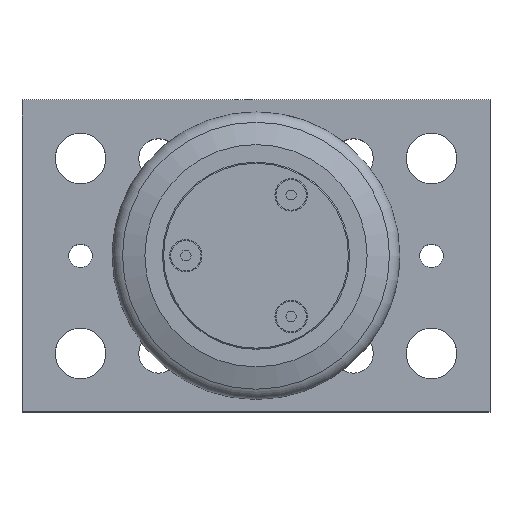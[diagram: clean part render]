
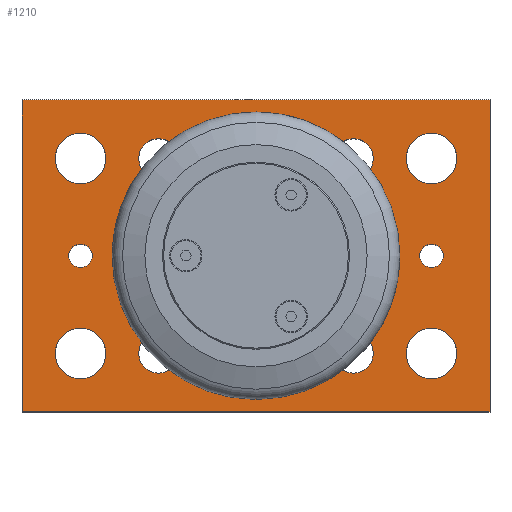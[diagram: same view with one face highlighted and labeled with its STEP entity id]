
A CAD part, top view. The second image highlights one B-rep face of the part: STEP entity #1210.
In plain terms, the highlighted planar face has unit normal (0, 0, 1).
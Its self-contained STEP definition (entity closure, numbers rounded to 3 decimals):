
#36=FACE_BOUND('',#285,.T.);
#37=FACE_BOUND('',#286,.T.);
#38=FACE_BOUND('',#287,.T.);
#39=FACE_BOUND('',#288,.T.);
#40=FACE_BOUND('',#289,.T.);
#41=FACE_BOUND('',#290,.T.);
#42=FACE_BOUND('',#291,.T.);
#43=FACE_BOUND('',#292,.T.);
#44=FACE_BOUND('',#293,.T.);
#45=FACE_BOUND('',#294,.T.);
#46=FACE_BOUND('',#295,.T.);
#100=CIRCLE('',#1337,23.5);
#105=CIRCLE('',#1345,3.);
#106=CIRCLE('',#1346,3.);
#107=CIRCLE('',#1347,6.5);
#108=CIRCLE('',#1348,6.5);
#109=CIRCLE('',#1349,6.5);
#110=CIRCLE('',#1350,6.5);
#111=CIRCLE('',#1351,5.053);
#112=CIRCLE('',#1352,5.053);
#113=CIRCLE('',#1353,5.053);
#114=CIRCLE('',#1354,5.053);
#115=CIRCLE('',#1355,5.053);
#116=CIRCLE('',#1356,5.053);
#117=CIRCLE('',#1357,5.053);
#118=CIRCLE('',#1358,5.053);
#203=FACE_OUTER_BOUND('',#284,.T.);
#284=EDGE_LOOP('',(#1016,#1017,#1018,#1019));
#285=EDGE_LOOP('',(#1020));
#286=EDGE_LOOP('',(#1021));
#287=EDGE_LOOP('',(#1022));
#288=EDGE_LOOP('',(#1023));
#289=EDGE_LOOP('',(#1024));
#290=EDGE_LOOP('',(#1025));
#291=EDGE_LOOP('',(#1026,#1027));
#292=EDGE_LOOP('',(#1028,#1029));
#293=EDGE_LOOP('',(#1030,#1031));
#294=EDGE_LOOP('',(#1032,#1033));
#295=EDGE_LOOP('',(#1034));
#392=LINE('',#2040,#484);
#393=LINE('',#2042,#485);
#394=LINE('',#2044,#486);
#395=LINE('',#2045,#487);
#484=VECTOR('',#1653,10.);
#485=VECTOR('',#1654,10.);
#486=VECTOR('',#1655,10.);
#487=VECTOR('',#1656,10.);
#583=VERTEX_POINT('',#2023);
#588=VERTEX_POINT('',#2038);
#589=VERTEX_POINT('',#2039);
#590=VERTEX_POINT('',#2041);
#591=VERTEX_POINT('',#2043);
#592=VERTEX_POINT('',#2046);
#593=VERTEX_POINT('',#2048);
#594=VERTEX_POINT('',#2050);
#595=VERTEX_POINT('',#2052);
#596=VERTEX_POINT('',#2054);
#597=VERTEX_POINT('',#2056);
#598=VERTEX_POINT('',#2058);
#599=VERTEX_POINT('',#2059);
#600=VERTEX_POINT('',#2062);
#601=VERTEX_POINT('',#2063);
#602=VERTEX_POINT('',#2066);
#603=VERTEX_POINT('',#2067);
#604=VERTEX_POINT('',#2070);
#605=VERTEX_POINT('',#2071);
#732=EDGE_CURVE('',#583,#583,#100,.T.);
#738=EDGE_CURVE('',#588,#589,#392,.T.);
#739=EDGE_CURVE('',#590,#588,#393,.T.);
#740=EDGE_CURVE('',#591,#590,#394,.T.);
#741=EDGE_CURVE('',#589,#591,#395,.T.);
#742=EDGE_CURVE('',#592,#592,#105,.T.);
#743=EDGE_CURVE('',#593,#593,#106,.T.);
#744=EDGE_CURVE('',#594,#594,#107,.T.);
#745=EDGE_CURVE('',#595,#595,#108,.T.);
#746=EDGE_CURVE('',#596,#596,#109,.T.);
#747=EDGE_CURVE('',#597,#597,#110,.T.);
#748=EDGE_CURVE('',#598,#599,#111,.T.);
#749=EDGE_CURVE('',#599,#598,#112,.T.);
#750=EDGE_CURVE('',#600,#601,#113,.T.);
#751=EDGE_CURVE('',#601,#600,#114,.T.);
#752=EDGE_CURVE('',#602,#603,#115,.T.);
#753=EDGE_CURVE('',#603,#602,#116,.T.);
#754=EDGE_CURVE('',#604,#605,#117,.T.);
#755=EDGE_CURVE('',#605,#604,#118,.T.);
#1016=ORIENTED_EDGE('',*,*,#738,.F.);
#1017=ORIENTED_EDGE('',*,*,#739,.F.);
#1018=ORIENTED_EDGE('',*,*,#740,.F.);
#1019=ORIENTED_EDGE('',*,*,#741,.F.);
#1020=ORIENTED_EDGE('',*,*,#742,.T.);
#1021=ORIENTED_EDGE('',*,*,#743,.T.);
#1022=ORIENTED_EDGE('',*,*,#744,.T.);
#1023=ORIENTED_EDGE('',*,*,#745,.T.);
#1024=ORIENTED_EDGE('',*,*,#746,.T.);
#1025=ORIENTED_EDGE('',*,*,#747,.T.);
#1026=ORIENTED_EDGE('',*,*,#748,.T.);
#1027=ORIENTED_EDGE('',*,*,#749,.T.);
#1028=ORIENTED_EDGE('',*,*,#750,.T.);
#1029=ORIENTED_EDGE('',*,*,#751,.T.);
#1030=ORIENTED_EDGE('',*,*,#752,.T.);
#1031=ORIENTED_EDGE('',*,*,#753,.T.);
#1032=ORIENTED_EDGE('',*,*,#754,.T.);
#1033=ORIENTED_EDGE('',*,*,#755,.T.);
#1034=ORIENTED_EDGE('',*,*,#732,.T.);
#1154=PLANE('',#1344);
#1210=ADVANCED_FACE('',(#203,#36,#37,#38,#39,#40,#41,#42,#43,#44,#45,#46),
#1154,.T.);
#1337=AXIS2_PLACEMENT_3D('',#2025,#1636,#1637);
#1344=AXIS2_PLACEMENT_3D('',#2037,#1651,#1652);
#1345=AXIS2_PLACEMENT_3D('',#2047,#1657,#1658);
#1346=AXIS2_PLACEMENT_3D('',#2049,#1659,#1660);
#1347=AXIS2_PLACEMENT_3D('',#2051,#1661,#1662);
#1348=AXIS2_PLACEMENT_3D('',#2053,#1663,#1664);
#1349=AXIS2_PLACEMENT_3D('',#2055,#1665,#1666);
#1350=AXIS2_PLACEMENT_3D('',#2057,#1667,#1668);
#1351=AXIS2_PLACEMENT_3D('',#2060,#1669,#1670);
#1352=AXIS2_PLACEMENT_3D('',#2061,#1671,#1672);
#1353=AXIS2_PLACEMENT_3D('',#2064,#1673,#1674);
#1354=AXIS2_PLACEMENT_3D('',#2065,#1675,#1676);
#1355=AXIS2_PLACEMENT_3D('',#2068,#1677,#1678);
#1356=AXIS2_PLACEMENT_3D('',#2069,#1679,#1680);
#1357=AXIS2_PLACEMENT_3D('',#2072,#1681,#1682);
#1358=AXIS2_PLACEMENT_3D('',#2073,#1683,#1684);
#1636=DIRECTION('center_axis',(0.,0.,-1.));
#1637=DIRECTION('ref_axis',(0.,1.,0.));
#1651=DIRECTION('center_axis',(0.,0.,1.));
#1652=DIRECTION('ref_axis',(1.,0.,0.));
#1653=DIRECTION('',(0.,1.,0.));
#1654=DIRECTION('',(-1.,0.,0.));
#1655=DIRECTION('',(0.,-1.,0.));
#1656=DIRECTION('',(1.,0.,0.));
#1657=DIRECTION('center_axis',(0.,0.,-1.));
#1658=DIRECTION('ref_axis',(-1.,0.,0.));
#1659=DIRECTION('center_axis',(0.,0.,-1.));
#1660=DIRECTION('ref_axis',(-1.,0.,0.));
#1661=DIRECTION('center_axis',(0.,0.,-1.));
#1662=DIRECTION('ref_axis',(-1.,0.,0.));
#1663=DIRECTION('center_axis',(0.,0.,-1.));
#1664=DIRECTION('ref_axis',(-1.,0.,0.));
#1665=DIRECTION('center_axis',(0.,0.,-1.));
#1666=DIRECTION('ref_axis',(-1.,0.,0.));
#1667=DIRECTION('center_axis',(0.,0.,-1.));
#1668=DIRECTION('ref_axis',(-1.,0.,0.));
#1669=DIRECTION('center_axis',(0.,0.,-1.));
#1670=DIRECTION('ref_axis',(1.,0.,0.));
#1671=DIRECTION('center_axis',(0.,0.,-1.));
#1672=DIRECTION('ref_axis',(1.,0.,0.));
#1673=DIRECTION('center_axis',(0.,0.,-1.));
#1674=DIRECTION('ref_axis',(1.,0.,0.));
#1675=DIRECTION('center_axis',(0.,0.,-1.));
#1676=DIRECTION('ref_axis',(1.,0.,0.));
#1677=DIRECTION('center_axis',(0.,0.,-1.));
#1678=DIRECTION('ref_axis',(1.,0.,0.));
#1679=DIRECTION('center_axis',(0.,0.,-1.));
#1680=DIRECTION('ref_axis',(1.,0.,0.));
#1681=DIRECTION('center_axis',(0.,0.,-1.));
#1682=DIRECTION('ref_axis',(1.,0.,0.));
#1683=DIRECTION('center_axis',(0.,0.,-1.));
#1684=DIRECTION('ref_axis',(1.,0.,0.));
#2023=CARTESIAN_POINT('',(60.,16.5,15.));
#2025=CARTESIAN_POINT('Origin',(60.,40.,15.));
#2037=CARTESIAN_POINT('Origin',(60.,40.,15.));
#2038=CARTESIAN_POINT('',(0.,0.,15.));
#2039=CARTESIAN_POINT('',(0.,80.,15.));
#2040=CARTESIAN_POINT('',(0.,80.,15.));
#2041=CARTESIAN_POINT('',(120.,0.,15.));
#2042=CARTESIAN_POINT('',(0.,0.,15.));
#2043=CARTESIAN_POINT('',(120.,80.,15.));
#2044=CARTESIAN_POINT('',(120.,0.,15.));
#2045=CARTESIAN_POINT('',(120.,80.,15.));
#2046=CARTESIAN_POINT('',(18.,40.,15.));
#2047=CARTESIAN_POINT('Origin',(15.,40.,15.));
#2048=CARTESIAN_POINT('',(108.,40.,15.));
#2049=CARTESIAN_POINT('Origin',(105.,40.,15.));
#2050=CARTESIAN_POINT('',(111.5,15.,15.));
#2051=CARTESIAN_POINT('Origin',(105.,15.,15.));
#2052=CARTESIAN_POINT('',(21.5,65.,15.));
#2053=CARTESIAN_POINT('Origin',(15.,65.,15.));
#2054=CARTESIAN_POINT('',(21.5,15.,15.));
#2055=CARTESIAN_POINT('Origin',(15.,15.,15.));
#2056=CARTESIAN_POINT('',(111.5,65.,15.));
#2057=CARTESIAN_POINT('Origin',(105.,65.,15.));
#2058=CARTESIAN_POINT('',(40.053,65.,15.));
#2059=CARTESIAN_POINT('',(29.947,65.,15.));
#2060=CARTESIAN_POINT('Origin',(35.,65.,15.));
#2061=CARTESIAN_POINT('Origin',(35.,65.,15.));
#2062=CARTESIAN_POINT('',(90.053,65.,15.));
#2063=CARTESIAN_POINT('',(79.947,65.,15.));
#2064=CARTESIAN_POINT('Origin',(85.,65.,15.));
#2065=CARTESIAN_POINT('Origin',(85.,65.,15.));
#2066=CARTESIAN_POINT('',(90.053,15.,15.));
#2067=CARTESIAN_POINT('',(79.947,15.,15.));
#2068=CARTESIAN_POINT('Origin',(85.,15.,15.));
#2069=CARTESIAN_POINT('Origin',(85.,15.,15.));
#2070=CARTESIAN_POINT('',(40.053,15.,15.));
#2071=CARTESIAN_POINT('',(29.947,15.,15.));
#2072=CARTESIAN_POINT('Origin',(35.,15.,15.));
#2073=CARTESIAN_POINT('Origin',(35.,15.,15.));
